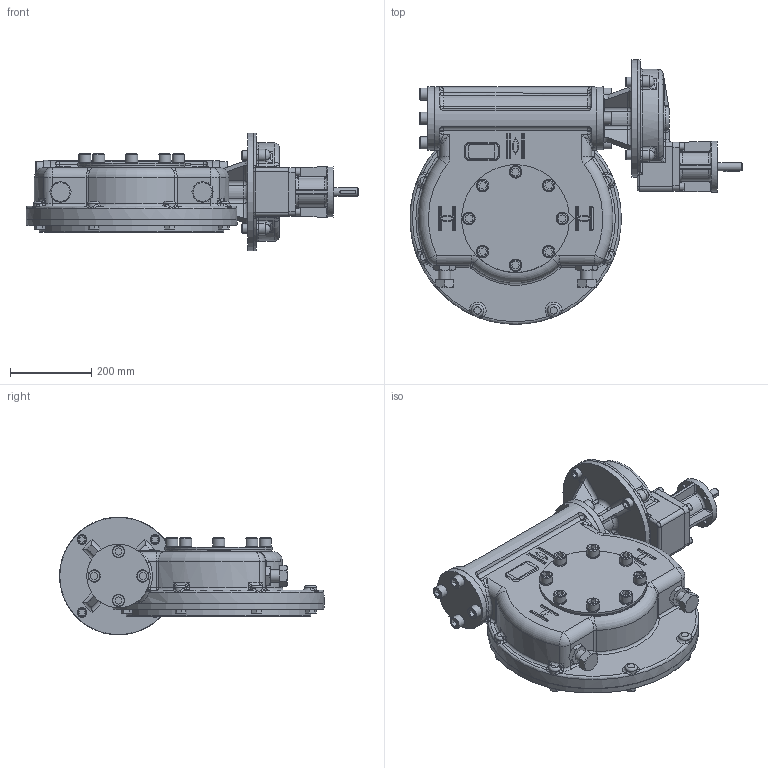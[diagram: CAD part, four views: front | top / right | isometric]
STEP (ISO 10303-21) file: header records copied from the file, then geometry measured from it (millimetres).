
FILE_DESCRIPTION(/* description */ ('Unknown'),/* implementation_level */ '2;1');
FILE_NAME(/* name */ 'PUB-IW8FBIRS-F10-F35',/* time_stamp */ '2016-06-29T11:14:13+01:00',/* author */ ('Unknown'),/* organization */ ('Unknown'),/* preprocessor_version */ 'ST-DEVELOPER v16',/* originating_system */ 'DEX',/* authorisation */ $);
FILE_SCHEMA (('AP203_CONFIGURATION_CONTROLLED_3D_DESIGN_OF_MECHANICAL_PARTS_AND_ASSEMBLIES_MIM_LF { 1 0 10303 203 3 1 4 }','AUTOMOTIVE_DESIGN {1 0 10303 214 3 1 1}'));
Products named in the file (1): PUB-IW8FBIRS-F10-F35
Bounding box: 817.13 x 650.94 x 289.28 mm (x, y, z)
Surface area: 1469297.4 mm2 (no closed solid volume)
Topology: 0 solids, 74 shells, 1120 faces, 3026 edges, 1897 vertices
Faces by surface type: plane 428, cylinder 260, torus 134, bspline 130, cone 120, sphere 48
Full cylindrical faces by diameter (mm): 10.5 x4, 17 x8, 18 x4, 20 x1, 24 x4, 26.211 x8, 30 x18, 30.7 x8, 50 x1, 70.05 x1, 125 x1, 155 x1, 195 x1, 260 x1, 289 x1, 454.5 x1
Entity records: 51899 total; most frequent: CARTESIAN_POINT 25520, DIRECTION 5182, ORIENTED_EDGE 4979, EDGE_CURVE 2780, AXIS2_PLACEMENT_3D 2064, VERTEX_POINT 1847, EDGE_LOOP 1392, FACE_BOUND 1392
